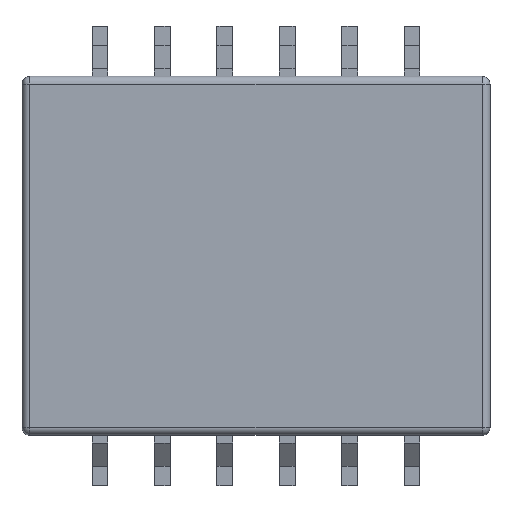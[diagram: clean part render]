
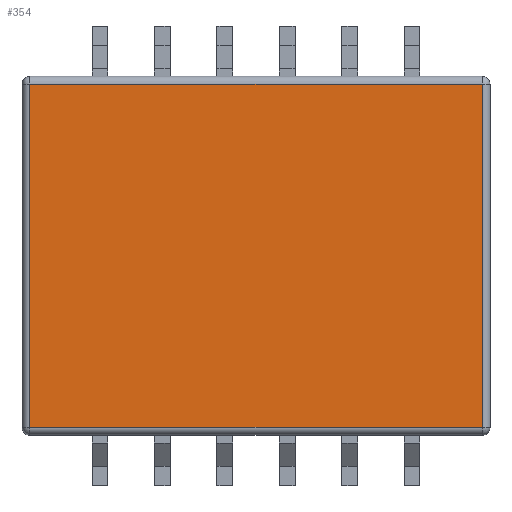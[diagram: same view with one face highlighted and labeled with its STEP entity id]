
A CAD part, top view. The second image highlights one B-rep face of the part: STEP entity #354.
In plain terms, the highlighted planar face has unit normal (0, 0, 1).
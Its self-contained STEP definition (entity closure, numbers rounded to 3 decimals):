
#334=AXIS2_PLACEMENT_3D('Plane Axis2P3D',#331,#332,#333) ;
#81=CARTESIAN_POINT('Vertex',(-7.25,5.5,4.5)) ;
#88=CARTESIAN_POINT('Vertex',(-7.25,-5.5,4.5)) ;
#91=CARTESIAN_POINT('Line Origine',(-7.25,0.,4.5)) ;
#312=CARTESIAN_POINT('Line Origine',(0.,5.5,4.5)) ;
#316=CARTESIAN_POINT('Vertex',(7.25,5.5,4.5)) ;
#331=CARTESIAN_POINT('Axis2P3D Location',(0.,0.,4.5)) ;
#336=CARTESIAN_POINT('Line Origine',(0.,-5.5,4.5)) ;
#340=CARTESIAN_POINT('Vertex',(7.25,-5.5,4.5)) ;
#343=CARTESIAN_POINT('Line Origine',(7.25,0.,4.5)) ;
#92=DIRECTION('Vector Direction',(0.,1.,0.)) ;
#313=DIRECTION('Vector Direction',(1.,0.,0.)) ;
#332=DIRECTION('Axis2P3D Direction',(0.,0.,1.)) ;
#333=DIRECTION('Axis2P3D XDirection',(1.,0.,0.)) ;
#337=DIRECTION('Vector Direction',(-1.,0.,0.)) ;
#344=DIRECTION('Vector Direction',(0.,-1.,0.)) ;
#93=VECTOR('Line Direction',#92,1.) ;
#314=VECTOR('Line Direction',#313,1.) ;
#338=VECTOR('Line Direction',#337,1.) ;
#345=VECTOR('Line Direction',#344,1.) ;
#349=ORIENTED_EDGE('',*,*,#318,.T.) ;
#350=ORIENTED_EDGE('',*,*,#95,.T.) ;
#351=ORIENTED_EDGE('',*,*,#342,.T.) ;
#352=ORIENTED_EDGE('',*,*,#347,.T.) ;
#354=ADVANCED_FACE('PartBody',(#353),#335,.T.) ;
#95=EDGE_CURVE('',#82,#89,#94,.F.) ;
#318=EDGE_CURVE('',#317,#82,#315,.F.) ;
#342=EDGE_CURVE('',#89,#341,#339,.F.) ;
#347=EDGE_CURVE('',#341,#317,#346,.F.) ;
#348=EDGE_LOOP('',(#349,#350,#351,#352)) ;
#353=FACE_OUTER_BOUND('',#348,.T.) ;
#94=LINE('Line',#91,#93) ;
#315=LINE('Line',#312,#314) ;
#339=LINE('Line',#336,#338) ;
#346=LINE('Line',#343,#345) ;
#335=PLANE('',#334) ;
#82=VERTEX_POINT('',#81) ;
#89=VERTEX_POINT('',#88) ;
#317=VERTEX_POINT('',#316) ;
#341=VERTEX_POINT('',#340) ;
